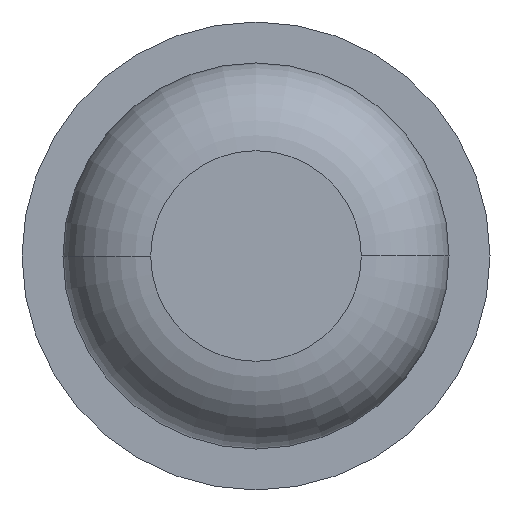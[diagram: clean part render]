
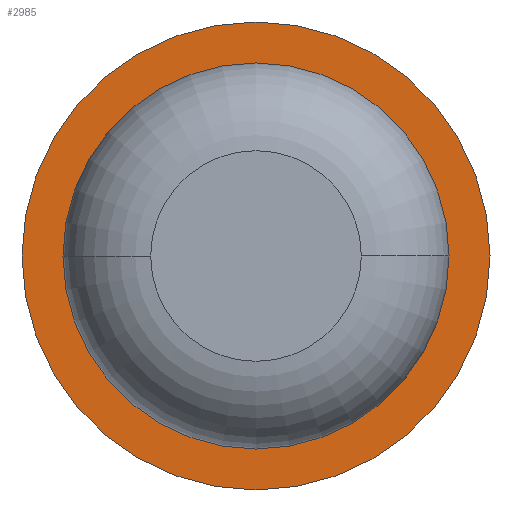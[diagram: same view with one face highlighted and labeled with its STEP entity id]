
A CAD part, front view. The second image highlights one B-rep face of the part: STEP entity #2985.
In plain terms, the highlighted planar face has unit normal (0, -1, 0).
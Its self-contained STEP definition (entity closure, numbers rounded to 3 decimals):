
#62 = VERTEX_POINT ( 'NONE', #3926 ) ;
#111 = CARTESIAN_POINT ( 'NONE',  ( 0., -6., 0. ) ) ;
#276 = DIRECTION ( 'NONE',  ( 0., 1., 0. ) ) ;
#381 = VERTEX_POINT ( 'NONE', #2604 ) ;
#503 = ORIENTED_EDGE ( 'NONE', *, *, #823, .F. ) ;
#604 = DIRECTION ( 'NONE',  ( -1., 0., 0. ) ) ;
#616 = CARTESIAN_POINT ( 'NONE',  ( 0., -6., 0. ) ) ;
#748 = EDGE_CURVE ( 'Defeature ausgef�hrt1_17+Defeature ausgef�hrt1_12+Defeature ausgef�hrt1_12+Defeature ausgef�hrt1_12', #2892, #1347, #3156, .T. ) ;
#823 = EDGE_CURVE ( 'Defeature ausgef�hrt1_18+Defeature ausgef�hrt1_17+Defeature ausgef�hrt1_17+Defeature ausgef�hrt1_17', #381, #62, #2642, .T. ) ;
#945 = DIRECTION ( 'NONE',  ( 0., 1., 0. ) ) ;
#1252 = CARTESIAN_POINT ( 'NONE',  ( 0., -6., 0. ) ) ;
#1299 = CARTESIAN_POINT ( 'NONE',  ( 0.825, -6., 0. ) ) ;
#1347 = VERTEX_POINT ( 'NONE', #3023 ) ;
#1597 = CARTESIAN_POINT ( 'NONE',  ( 0.825, -6., 0. ) ) ;
#1702 = CARTESIAN_POINT ( 'NONE',  ( 0., -6., 0. ) ) ;
#1720 = FACE_OUTER_BOUND ( 'NONE', #3938, .T. ) ;
#1897 = AXIS2_PLACEMENT_3D ( 'NONE', #111, #3676, #3692 ) ;
#1929 = DIRECTION ( 'NONE',  ( 0., 1., 0. ) ) ;
#2156 = ORIENTED_EDGE ( 'NONE', *, *, #3487, .F. ) ;
#2215 = CIRCLE ( 'NONE', #3705, 0.825 ) ;
#2310 = AXIS2_PLACEMENT_3D ( 'NONE', #1299, #945, #4208 ) ;
#2604 = CARTESIAN_POINT ( 'NONE',  ( 1., -6., 0. ) ) ;
#2642 = CIRCLE ( 'NONE', #4043, 1. ) ;
#2690 = DIRECTION ( 'NONE',  ( 0., 1., 0. ) ) ;
#2808 = EDGE_LOOP ( 'NONE', ( #3634, #3014 ) ) ;
#2875 = AXIS2_PLACEMENT_3D ( 'NONE', #1702, #2690, #3696 ) ;
#2892 = VERTEX_POINT ( 'NONE', #1597 ) ;
#2985 = ADVANCED_FACE ( 'Defeature ausgef�hrt1_17', ( #1720, #3104 ), #3285, .F. ) ;
#3014 = ORIENTED_EDGE ( 'NONE', *, *, #748, .T. ) ;
#3023 = CARTESIAN_POINT ( 'NONE',  ( -0.825, -6., 0. ) ) ;
#3104 = FACE_BOUND ( 'NONE', #2808, .T. ) ;
#3156 = CIRCLE ( 'NONE', #1897, 0.825 ) ;
#3285 = PLANE ( 'NONE',  #2310 ) ;
#3487 = EDGE_CURVE ( 'Defeature ausgef�hrt1_18+Defeature ausgef�hrt1_17+Defeature ausgef�hrt1_17+Defeature ausgef�hrt1_17', #62, #381, #3731, .T. ) ;
#3579 = DIRECTION ( 'NONE',  ( -1., 0., 0. ) ) ;
#3634 = ORIENTED_EDGE ( 'NONE', *, *, #4022, .T. ) ;
#3676 = DIRECTION ( 'NONE',  ( 0., 1., 0. ) ) ;
#3692 = DIRECTION ( 'NONE',  ( -1., 0., 0. ) ) ;
#3696 = DIRECTION ( 'NONE',  ( -1., 0., 0. ) ) ;
#3705 = AXIS2_PLACEMENT_3D ( 'NONE', #616, #1929, #3579 ) ;
#3731 = CIRCLE ( 'NONE', #2875, 1. ) ;
#3926 = CARTESIAN_POINT ( 'NONE',  ( -1., -6., 0. ) ) ;
#3938 = EDGE_LOOP ( 'NONE', ( #2156, #503 ) ) ;
#4022 = EDGE_CURVE ( 'Defeature ausgef�hrt1_17+Defeature ausgef�hrt1_12+Defeature ausgef�hrt1_12+Defeature ausgef�hrt1_12', #1347, #2892, #2215, .T. ) ;
#4043 = AXIS2_PLACEMENT_3D ( 'NONE', #1252, #276, #604 ) ;
#4208 = DIRECTION ( 'NONE',  ( -1., 0., 0. ) ) ;
